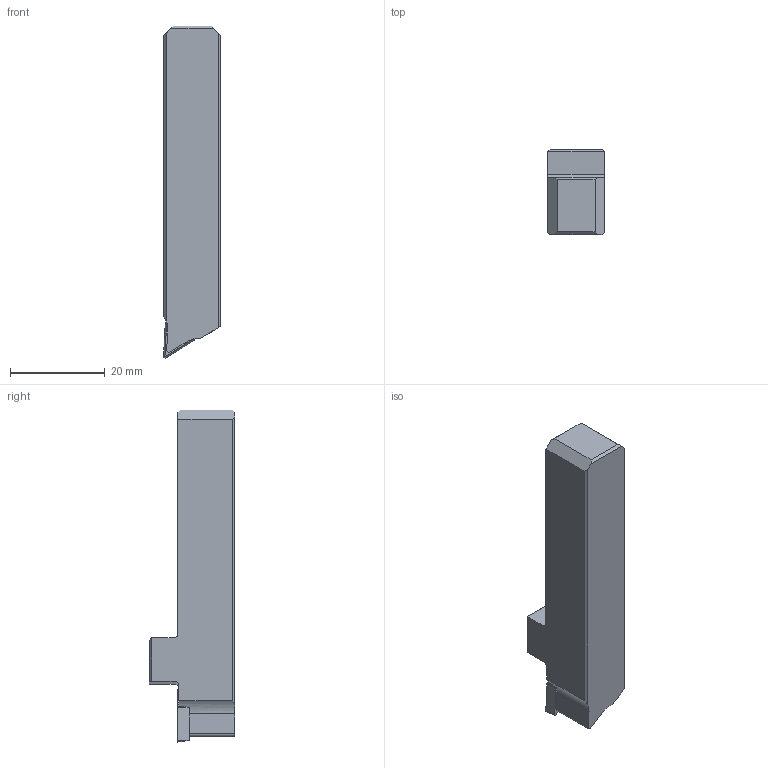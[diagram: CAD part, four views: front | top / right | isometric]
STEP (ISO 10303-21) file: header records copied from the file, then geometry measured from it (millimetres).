
FILE_DESCRIPTION(/* description */ (''),/* implementation_level */ '2;1');
FILE_NAME(/* name */ '1605166792507.stp',/* time_stamp */ '2020-11-12T13:10:06+06:00',/* author */ (''),/* organization */ ('SMS'),/* preprocessor_version */ 'ST-DEVELOPER v16.7',/* originating_system */ 'SIEMENS PLM Software NX 12.0',/* authorisation */ '');
FILE_SCHEMA (('AUTOMOTIVE_DESIGN { 1 0 10303 214 3 1 1 1 }'));
Length unit declared in the file: millimetre
Products named in the file (4): IsoTurningInsert; ASSEMBLY_CONSTRUCTION; 203244084mod000_00; 203244086mod000_00
Assembly tree (3 placements, depth 2):
  203244086mod000_00
    203244084mod000_00
    ASSEMBLY_CONSTRUCTION
    IsoTurningInsert
Bounding box: 12 x 18 x 70 mm (x, y, z)
Volume: 10070.7 mm3; surface area: 3811.7 mm2
Topology: 2 solids, 2 shells, 49 faces, 129 edges, 92 vertices
Faces by surface type: plane 31, cylinder 7, cone 7, torus 4
Full cylindrical faces by diameter (mm): 2.8 x2
Entity records: 1686 total; most frequent: CARTESIAN_POINT 313, DIRECTION 271, ORIENTED_EDGE 232, EDGE_CURVE 116, AXIS2_PLACEMENT_3D 95, LINE 81, VECTOR 81, VERTEX_POINT 80
